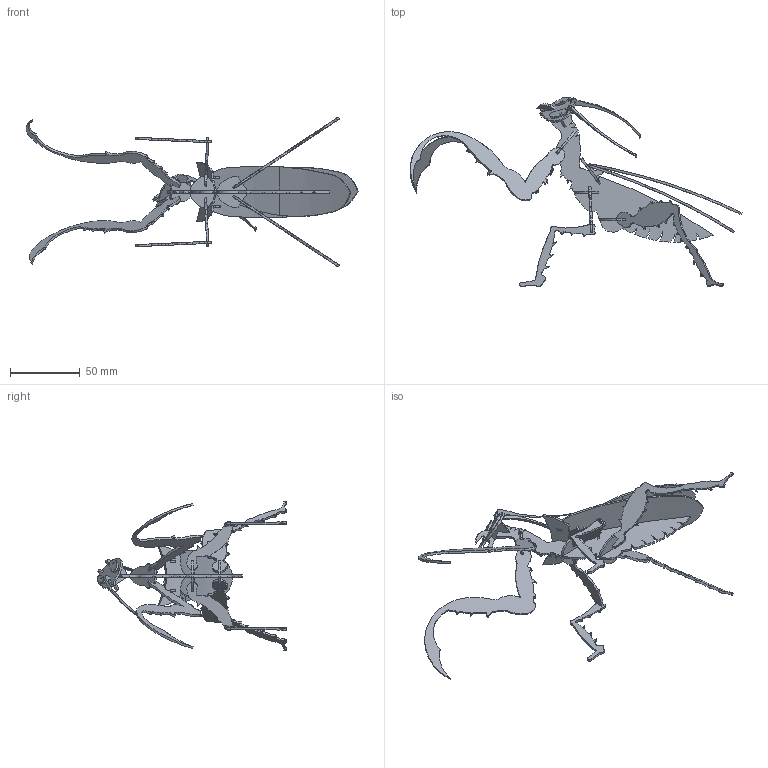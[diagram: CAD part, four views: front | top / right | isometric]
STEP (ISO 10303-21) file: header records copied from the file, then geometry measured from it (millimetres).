
FILE_DESCRIPTION (( 'STEP AP214' ), '1' );
FILE_NAME ('_Assy, Prayin Mantis-01.STEP', '2012-12-13T00:17:36', ( 'Dick' ), ( '' ), 'SwSTEP 2.0', 'SolidWorks 2012', '' );
FILE_SCHEMA (( 'AUTOMOTIVE_DESIGN' ));
Length unit declared in the file: inch
Products named in the file (22): Prayin Mantis, Wing Plt-01+.09; Prayin Mantis, Wing-01; Prayin Mantis, Wing; Prayin Mantis, Wing Plt-01; Prayin Mantis, Wing Plt; Prayin Mantis, Face, Antenna-02; Prayin Mantis, Face, Antenna-01; Prayin Mantis,Teeth; Prayin Mantis, Eye-01; Prayin Mantis, Eye-02; Prayin Mantis, Face; Prayin Mantis, Face Plt; Prayin Mantis, Sickle-01; Prayin Mantis, Sickle; Prayin Mantis, Neck Plt; Prayin Mantis, Leg, Middle, Lower; Prayin Mantis, Leg, Middle, Upper; Prayin Mantis, Hip Plt, Middle; Prayin Mantis, Leg, Rear; Prayin Mantis, Hip Plt, Lower; Prayin Mantis, Spine; _Assy, Prayin Mantis-01
Assembly tree (24 placements, depth 2):
  _Assy, Prayin Mantis-01
    Prayin Mantis, Spine
    Prayin Mantis, Hip Plt, Lower
    Prayin Mantis, Leg, Rear  x2
    Prayin Mantis, Hip Plt, Middle
    Prayin Mantis, Leg, Middle, Upper  x2
    Prayin Mantis, Leg, Middle, Lower  x2
    Prayin Mantis, Neck Plt
    Prayin Mantis, Sickle
    Prayin Mantis, Sickle-01
    Prayin Mantis, Face Plt
    Prayin Mantis, Face
    Prayin Mantis, Eye-02
    Prayin Mantis, Eye-01
    Prayin Mantis,Teeth
    Prayin Mantis, Face, Antenna-01
    Prayin Mantis, Face, Antenna-02
    Prayin Mantis, Wing Plt
    Prayin Mantis, Wing Plt-01
    Prayin Mantis, Wing
    Prayin Mantis, Wing-01
    Prayin Mantis, Wing Plt-01+.09
Bounding box: 238.29 x 135.97 x 107.59 mm (x, y, z)
Volume: 27321.1 mm3; surface area: 42334.4 mm2
Topology: 24 solids, 24 shells, 744 faces, 2084 edges, 1388 vertices
Faces by surface type: cylinder 508, plane 232, bspline 4
Entity records: 20779 total; most frequent: CARTESIAN_POINT 3859, DIRECTION 3535, ORIENTED_EDGE 3298, EDGE_CURVE 1649, AXIS2_PLACEMENT_3D 1326, VERTEX_POINT 1098, LINE 883, VECTOR 883
